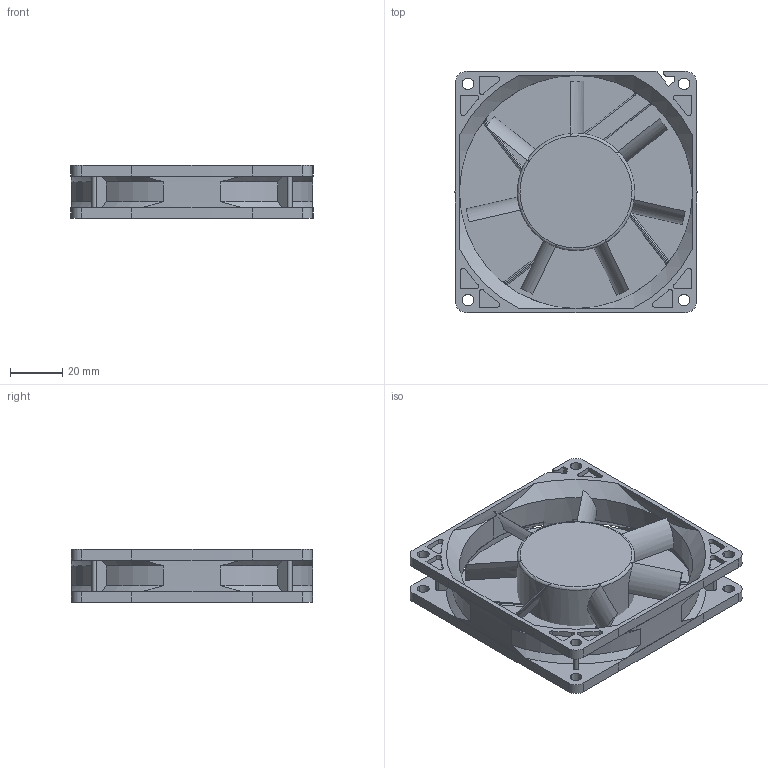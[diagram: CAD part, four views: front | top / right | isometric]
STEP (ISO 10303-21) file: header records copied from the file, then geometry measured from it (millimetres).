
FILE_DESCRIPTION((''),'2;1');
FILE_NAME('ASM0010_ASM','2012-05-02T',('SUNNY.S.TSAI'),(''),'PRO/ENGINEER BY PARAMETRIC TECHNOLOGY CORPORATION, 2008150','PRO/ENGINEER BY PARAMETRIC TECHNOLOGY CORPORATION, 2008150','');
FILE_SCHEMA(('CONFIG_CONTROL_DESIGN'));
Products named in the file (4): PRT0003; PRT0004; ASM0011_ASM; ASM0010_ASM
Assembly tree (3 placements, depth 3):
  ASM0010_ASM
    ASM0011_ASM
      PRT0003
      PRT0004
Bounding box: 92.82 x 92.77 x 20.5 mm (x, y, z)
Volume: 71362.4 mm3; surface area: 43839.4 mm2
Topology: 2 solids, 2 shells, 467 faces, 1405 edges, 956 vertices
Faces by surface type: plane 201, cylinder 182, torus 40, cone 32, extrusion 7, bspline 5
Entity records: 17276 total; most frequent: CARTESIAN_POINT 4065, DIRECTION 2826, ORIENTED_EDGE 2810, EDGE_CURVE 1405, AXIS2_PLACEMENT_3D 1085, VERTEX_POINT 956, VECTOR 656, LINE 649
